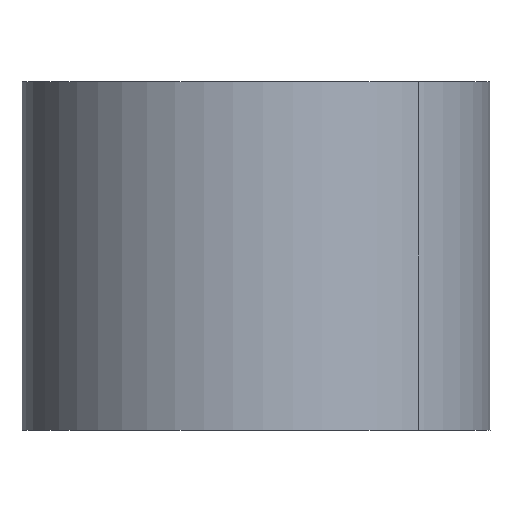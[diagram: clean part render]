
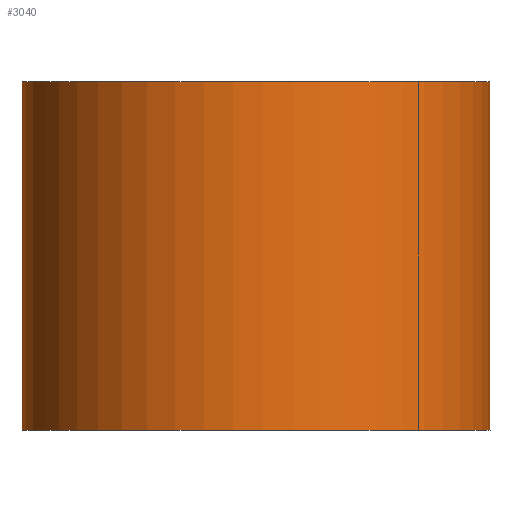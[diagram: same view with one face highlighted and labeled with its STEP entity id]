
A CAD part, front view. The second image highlights one B-rep face of the part: STEP entity #3040.
In plain terms, the highlighted cylindrical face has radius 602.456 mm (diameter 1204.91 mm), a full revolution.
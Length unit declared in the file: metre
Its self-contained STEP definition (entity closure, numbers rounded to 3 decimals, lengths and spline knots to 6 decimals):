
#320=ORIENTED_EDGE('',*,*,#924,.F.);
#321=ORIENTED_EDGE('',*,*,#925,.T.);
#924=EDGE_CURVE('',#1226,#1226,#1528,.T.);
#925=EDGE_CURVE('',#1227,#1227,#1529,.T.);
#1226=VERTEX_POINT('',#5172);
#1227=VERTEX_POINT('',#5174);
#1528=CIRCLE('',#3505,0.602456);
#1529=CIRCLE('',#3506,0.602456);
#1830=EDGE_LOOP('',(#320));
#1831=EDGE_LOOP('',(#321));
#2434=FACE_BOUND('',#1830,.T.);
#2435=FACE_BOUND('',#1831,.T.);
#2889=CYLINDRICAL_SURFACE('',#3504,0.602456);
#3040=ADVANCED_FACE('',(#2434,#2435),#2889,.T.);
#3504=AXIS2_PLACEMENT_3D('',#5170,#4408,#4409);
#3505=AXIS2_PLACEMENT_3D('',#5171,#4410,#4411);
#3506=AXIS2_PLACEMENT_3D('',#5173,#4412,#4413);
#4408=DIRECTION('',(0.,0.,-1.));
#4409=DIRECTION('',(-1.,0.,0.));
#4410=DIRECTION('',(0.,0.,1.));
#4411=DIRECTION('',(1.,0.,0.));
#4412=DIRECTION('',(0.,0.,1.));
#4413=DIRECTION('',(1.,0.,0.));
#5170=CARTESIAN_POINT('',(0.,0.,0.89535));
#5171=CARTESIAN_POINT('',(0.,0.,0.89535));
#5172=CARTESIAN_POINT('',(0.602456,0.,0.89535));
#5173=CARTESIAN_POINT('',(0.,0.,0.));
#5174=CARTESIAN_POINT('',(0.602456,0.,0.));
